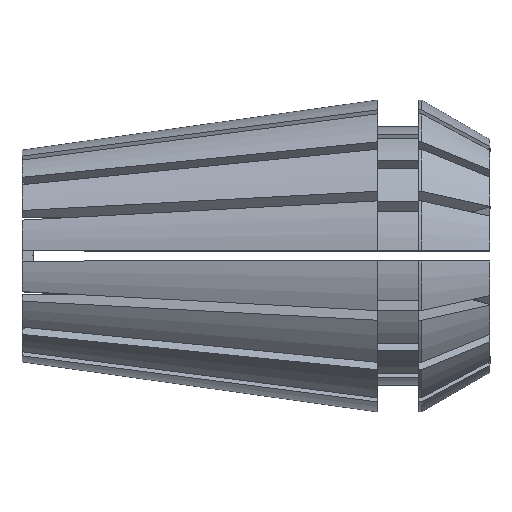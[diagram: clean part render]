
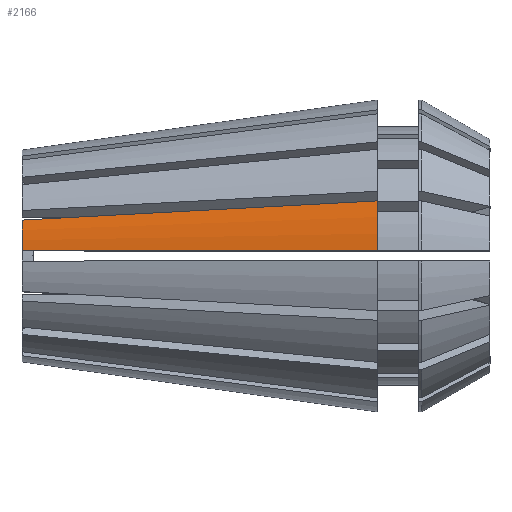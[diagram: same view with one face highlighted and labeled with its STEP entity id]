
A CAD part, top view. The second image highlights one B-rep face of the part: STEP entity #2166.
In plain terms, the highlighted conical face has half-angle 8 degrees and reference radius 10.5 mm.
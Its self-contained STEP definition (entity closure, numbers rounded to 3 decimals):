
#44 = EDGE_CURVE ( 'NONE', #1142, #2553, #2763, .T. ) ;
#163 = DIRECTION ( 'NONE',  ( 1., 0., 0. ) ) ;
#169 = CARTESIAN_POINT ( 'NONE',  ( 12.415, 3.075, 8.337 ) ) ;
#353 = EDGE_CURVE ( 'NONE', #5151, #1142, #636, .T. ) ;
#374 = ORIENTED_EDGE ( 'NONE', *, *, #44, .F. ) ;
#406 = DIRECTION ( 'NONE',  ( 0., 0., 1. ) ) ;
#523 = B_SPLINE_CURVE_WITH_KNOTS ( 'NONE', 3,
 ( #5071, #2399, #2838, #169, #3296, #601, #3733 ),
 .UNSPECIFIED., .F., .F.,
 ( 4, 3, 4 ),
 ( 0., 0.013, 0.024 ),
 .UNSPECIFIED. ) ;
#601 = CARTESIAN_POINT ( 'NONE',  ( 20.072, 3.487, 9.332 ) ) ;
#635 = CARTESIAN_POINT ( 'NONE',  ( 3.061, 0.35, 7.564 ) ) ;
#636 = B_SPLINE_CURVE_WITH_KNOTS ( 'NONE', 3,
 ( #2501, #1609, #3935, #1905, #1105, #5171, #635, #2444, #5092, #2571 ),
 .UNSPECIFIED., .F., .F.,
 ( 4, 3, 3, 4 ),
 ( 0.044, 0.052, 0.065, 0.068 ),
 .UNSPECIFIED. ) ;
#856 = ORIENTED_EDGE ( 'NONE', *, *, #353, .F. ) ;
#1105 = CARTESIAN_POINT ( 'NONE',  ( 11.837, 0.35, 8.798 ) ) ;
#1109 = CARTESIAN_POINT ( 'NONE',  ( 0., 2.406, 6.724 ) ) ;
#1142 = VERTEX_POINT ( 'NONE', #3967 ) ;
#1160 = DIRECTION ( 'NONE',  ( 0., 0., -1. ) ) ;
#1224 = CARTESIAN_POINT ( 'NONE',  ( 23.9, 0., 0. ) ) ;
#1384 = EDGE_CURVE ( 'NONE', #5151, #5357, #2508, .T. ) ;
#1480 = ORIENTED_EDGE ( 'NONE', *, *, #5666, .F. ) ;
#1609 = CARTESIAN_POINT ( 'NONE',  ( 21.342, 0.35, 10.135 ) ) ;
#1631 = AXIS2_PLACEMENT_3D ( 'NONE', #5820, #3460, #1708 ) ;
#1708 = DIRECTION ( 'NONE',  ( 0., 0., 1. ) ) ;
#1905 = CARTESIAN_POINT ( 'NONE',  ( 16.225, 0.35, 9.415 ) ) ;
#2053 = CONICAL_SURFACE ( 'NONE', #3428, 10.5, 0.14 ) ;
#2166 = ADVANCED_FACE ( 'NONE', ( #2204 ), #2053, .T. ) ;
#2204 = FACE_OUTER_BOUND ( 'NONE', #4615, .T. ) ;
#2212 = CARTESIAN_POINT ( 'NONE',  ( 23.9, 3.693, 9.83 ) ) ;
#2399 = CARTESIAN_POINT ( 'NONE',  ( 4.138, 2.629, 7.262 ) ) ;
#2444 = CARTESIAN_POINT ( 'NONE',  ( 2.041, 0.35, 7.42 ) ) ;
#2501 = CARTESIAN_POINT ( 'NONE',  ( 23.9, 0.35, 10.494 ) ) ;
#2508 = CIRCLE ( 'NONE', #5754, 10.5 ) ;
#2553 = VERTEX_POINT ( 'NONE', #1109 ) ;
#2571 = CARTESIAN_POINT ( 'NONE',  ( 0., 0.35, 7.133 ) ) ;
#2763 = CIRCLE ( 'NONE', #1631, 7.141 ) ;
#2838 = CARTESIAN_POINT ( 'NONE',  ( 8.277, 2.852, 7.8 ) ) ;
#2987 = CARTESIAN_POINT ( 'NONE',  ( 23.9, 0.35, 10.494 ) ) ;
#3296 = CARTESIAN_POINT ( 'NONE',  ( 16.244, 3.281, 8.835 ) ) ;
#3428 = AXIS2_PLACEMENT_3D ( 'NONE', #1224, #163, #1160 ) ;
#3460 = DIRECTION ( 'NONE',  ( -1., 0., 0. ) ) ;
#3733 = CARTESIAN_POINT ( 'NONE',  ( 23.9, 3.693, 9.83 ) ) ;
#3935 = CARTESIAN_POINT ( 'NONE',  ( 18.783, 0.35, 9.775 ) ) ;
#3967 = CARTESIAN_POINT ( 'NONE',  ( 0., 0.35, 7.133 ) ) ;
#4615 = EDGE_LOOP ( 'NONE', ( #1480, #374, #856, #4647 ) ) ;
#4647 = ORIENTED_EDGE ( 'NONE', *, *, #1384, .T. ) ;
#5071 = CARTESIAN_POINT ( 'NONE',  ( 0., 2.406, 6.724 ) ) ;
#5092 = CARTESIAN_POINT ( 'NONE',  ( 1.02, 0.35, 7.276 ) ) ;
#5151 = VERTEX_POINT ( 'NONE', #2987 ) ;
#5171 = CARTESIAN_POINT ( 'NONE',  ( 7.449, 0.35, 8.181 ) ) ;
#5349 = DIRECTION ( 'NONE',  ( -1., 0., 0. ) ) ;
#5357 = VERTEX_POINT ( 'NONE', #2212 ) ;
#5666 = EDGE_CURVE ( 'NONE', #2553, #5357, #523, .T. ) ;
#5754 = AXIS2_PLACEMENT_3D ( 'NONE', #5825, #5349, #406 ) ;
#5820 = CARTESIAN_POINT ( 'NONE',  ( 0., 0., 0. ) ) ;
#5825 = CARTESIAN_POINT ( 'NONE',  ( 23.9, 0., 0. ) ) ;
